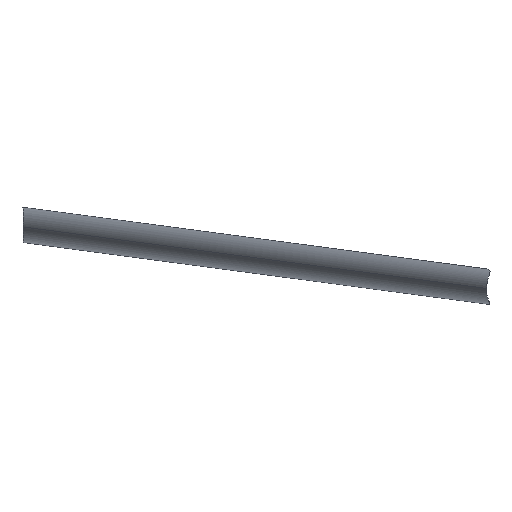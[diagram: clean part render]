
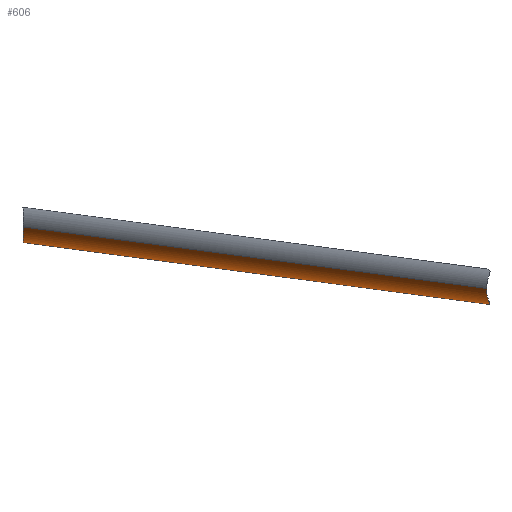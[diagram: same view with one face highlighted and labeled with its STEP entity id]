
A CAD part, left-side view. The second image highlights one B-rep face of the part: STEP entity #606.
In plain terms, the highlighted cylindrical face has radius 10 mm (diameter 20 mm), a partial arc.
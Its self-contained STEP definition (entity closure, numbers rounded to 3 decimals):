
#98=CARTESIAN_POINT('Vertex',(-914.668,-11.372,-77.279)) ;
#102=CARTESIAN_POINT('Control Point',(-914.668,-11.372,-77.279)) ;
#103=CARTESIAN_POINT('Control Point',(-914.588,-11.326,-78.325)) ;
#104=CARTESIAN_POINT('Control Point',(-914.51,-11.121,-79.364)) ;
#105=CARTESIAN_POINT('Control Point',(-914.434,-10.759,-80.363)) ;
#106=CARTESIAN_POINT('Control Point',(-914.31,-9.883,-82.007)) ;
#107=CARTESIAN_POINT('Control Point',(-914.206,-8.655,-83.399)) ;
#108=CARTESIAN_POINT('Control Point',(-914.165,-8.067,-83.949)) ;
#109=CARTESIAN_POINT('Control Point',(-914.108,-7.058,-84.733)) ;
#110=CARTESIAN_POINT('Control Point',(-914.063,-5.954,-85.371)) ;
#111=CARTESIAN_POINT('Control Point',(-914.048,-5.532,-85.588)) ;
#112=CARTESIAN_POINT('Control Point',(-914.02,-4.585,-86.017)) ;
#113=CARTESIAN_POINT('Control Point',(-914.002,-3.599,-86.347)) ;
#114=CARTESIAN_POINT('Control Point',(-913.997,-3.054,-86.497)) ;
#115=CARTESIAN_POINT('Control Point',(-913.993,-2.301,-86.66)) ;
#116=CARTESIAN_POINT('Control Point',(-914.013,-1.541,-86.769)) ;
#117=CARTESIAN_POINT('Control Point',(-914.021,-1.345,-86.794)) ;
#118=CARTESIAN_POINT('Control Point',(-914.039,-1.001,-86.831)) ;
#119=CARTESIAN_POINT('Control Point',(-914.085,-0.659,-86.858)) ;
#120=CARTESIAN_POINT('Control Point',(-914.115,-0.49,-86.87)) ;
#121=CARTESIAN_POINT('Control Point',(-914.201,-0.253,-86.886)) ;
#122=CARTESIAN_POINT('Control Point',(-914.391,-0.098,-86.902)) ;
#123=CARTESIAN_POINT('Control Point',(-914.487,-0.057,-86.909)) ;
#124=CARTESIAN_POINT('Control Point',(-914.659,-0.003,-86.92)) ;
#125=CARTESIAN_POINT('Control Point',(-914.837,0.029,-86.93)) ;
#126=CARTESIAN_POINT('Control Point',(-914.919,0.04,-86.935)) ;
#127=CARTESIAN_POINT('Control Point',(-915.299,0.085,-86.954)) ;
#128=CARTESIAN_POINT('Control Point',(-915.683,0.099,-86.969)) ;
#129=CARTESIAN_POINT('Control Point',(-915.983,0.111,-86.978)) ;
#130=CARTESIAN_POINT('Control Point',(-916.554,0.125,-86.989)) ;
#131=CARTESIAN_POINT('Control Point',(-917.125,0.133,-86.989)) ;
#132=CARTESIAN_POINT('Control Point',(-917.395,0.136,-86.987)) ;
#133=CARTESIAN_POINT('Control Point',(-918.677,0.149,-86.966)) ;
#134=CARTESIAN_POINT('Control Point',(-919.958,0.153,-86.891)) ;
#135=CARTESIAN_POINT('Control Point',(-920.967,0.157,-86.797)) ;
#136=CARTESIAN_POINT('Control Point',(-923.313,0.162,-86.49)) ;
#137=CARTESIAN_POINT('Control Point',(-925.621,0.165,-85.963)) ;
#138=CARTESIAN_POINT('Control Point',(-926.913,0.166,-85.583)) ;
#139=CARTESIAN_POINT('Control Point',(-929.108,0.168,-84.762)) ;
#140=CARTESIAN_POINT('Control Point',(-931.124,0.17,-83.579)) ;
#141=CARTESIAN_POINT('Control Point',(-931.931,0.17,-83.006)) ;
#142=CARTESIAN_POINT('Control Point',(-933.246,0.172,-81.82)) ;
#143=CARTESIAN_POINT('Control Point',(-934.166,0.173,-80.317)) ;
#144=CARTESIAN_POINT('Control Point',(-934.467,0.173,-79.59)) ;
#145=CARTESIAN_POINT('Control Point',(-934.614,0.174,-78.822)) ;
#146=CARTESIAN_POINT('Control Point',(-934.615,0.174,-78.053)) ;
#147=CARTESIAN_POINT('Vertex',(-934.615,0.174,-78.053)) ;
#221=CARTESIAN_POINT('Control Point',(-934.615,0.174,-78.053)) ;
#222=CARTESIAN_POINT('Control Point',(-934.615,0.174,-78.049)) ;
#223=CARTESIAN_POINT('Control Point',(-934.615,0.174,-78.045)) ;
#224=CARTESIAN_POINT('Control Point',(-934.615,0.174,-78.042)) ;
#225=CARTESIAN_POINT('Vertex',(-934.615,0.174,-78.042)) ;
#464=CARTESIAN_POINT('Line Origine',(-1150.696,-148.388,-95.442)) ;
#468=CARTESIAN_POINT('Vertex',(-1333.978,-254.783,-109.545)) ;
#471=CARTESIAN_POINT('Line Origine',(-1160.737,-131.091,-95.442)) ;
#475=CARTESIAN_POINT('Vertex',(-1391.054,-264.791,-113.165)) ;
#541=CARTESIAN_POINT('Axis2P3D Location',(-1155.717,-139.739,-95.442)) ;
#547=CARTESIAN_POINT('Control Point',(-1391.043,-264.787,-113.376)) ;
#548=CARTESIAN_POINT('Control Point',(-1390.997,-264.779,-114.139)) ;
#549=CARTESIAN_POINT('Control Point',(-1390.873,-264.81,-114.899)) ;
#550=CARTESIAN_POINT('Control Point',(-1390.673,-264.882,-115.641)) ;
#551=CARTESIAN_POINT('Control Point',(-1390.099,-265.101,-117.114)) ;
#552=CARTESIAN_POINT('Control Point',(-1389.217,-265.429,-118.404)) ;
#553=CARTESIAN_POINT('Control Point',(-1388.682,-265.615,-119.008)) ;
#554=CARTESIAN_POINT('Control Point',(-1387.675,-265.925,-119.895)) ;
#555=CARTESIAN_POINT('Control Point',(-1386.518,-266.199,-120.582)) ;
#556=CARTESIAN_POINT('Control Point',(-1386.035,-266.3,-120.826)) ;
#557=CARTESIAN_POINT('Control Point',(-1384.676,-266.541,-121.409)) ;
#558=CARTESIAN_POINT('Control Point',(-1383.231,-266.69,-121.793)) ;
#559=CARTESIAN_POINT('Control Point',(-1382.298,-266.743,-121.971)) ;
#560=CARTESIAN_POINT('Control Point',(-1379.492,-266.793,-122.355)) ;
#561=CARTESIAN_POINT('Control Point',(-1376.657,-266.56,-122.384)) ;
#562=CARTESIAN_POINT('Control Point',(-1374.79,-266.319,-122.324)) ;
#563=CARTESIAN_POINT('Control Point',(-1371.502,-265.783,-122.11)) ;
#564=CARTESIAN_POINT('Control Point',(-1368.255,-265.1,-121.752)) ;
#565=CARTESIAN_POINT('Control Point',(-1366.849,-264.782,-121.575)) ;
#566=CARTESIAN_POINT('Control Point',(-1362.798,-263.811,-121.004)) ;
#567=CARTESIAN_POINT('Control Point',(-1358.8,-262.721,-120.284)) ;
#568=CARTESIAN_POINT('Control Point',(-1356.219,-261.981,-119.759)) ;
#569=CARTESIAN_POINT('Control Point',(-1352.331,-260.823,-118.872)) ;
#570=CARTESIAN_POINT('Control Point',(-1348.498,-259.629,-117.813)) ;
#571=CARTESIAN_POINT('Control Point',(-1347.214,-259.224,-117.434)) ;
#572=CARTESIAN_POINT('Control Point',(-1344.973,-258.509,-116.726)) ;
#573=CARTESIAN_POINT('Control Point',(-1342.766,-257.79,-115.921)) ;
#574=CARTESIAN_POINT('Control Point',(-1341.83,-257.483,-115.556)) ;
#575=CARTESIAN_POINT('Control Point',(-1340.259,-256.963,-114.896)) ;
#576=CARTESIAN_POINT('Control Point',(-1338.731,-256.451,-114.141)) ;
#577=CARTESIAN_POINT('Control Point',(-1338.12,-256.245,-113.817)) ;
#578=CARTESIAN_POINT('Control Point',(-1337.121,-255.906,-113.238)) ;
#579=CARTESIAN_POINT('Control Point',(-1336.175,-255.58,-112.57)) ;
#580=CARTESIAN_POINT('Control Point',(-1335.813,-255.454,-112.289)) ;
#581=CARTESIAN_POINT('Control Point',(-1335.28,-255.269,-111.829)) ;
#582=CARTESIAN_POINT('Control Point',(-1334.808,-255.1,-111.304)) ;
#583=CARTESIAN_POINT('Control Point',(-1334.654,-255.045,-111.114)) ;
#584=CARTESIAN_POINT('Control Point',(-1334.368,-254.941,-110.712)) ;
#585=CARTESIAN_POINT('Control Point',(-1334.149,-254.858,-110.268)) ;
#586=CARTESIAN_POINT('Control Point',(-1334.061,-254.823,-110.036)) ;
#587=CARTESIAN_POINT('Control Point',(-1334.002,-254.798,-109.793)) ;
#588=CARTESIAN_POINT('Control Point',(-1333.978,-254.783,-109.545)) ;
#589=CARTESIAN_POINT('Vertex',(-1391.043,-264.787,-113.376)) ;
#593=CARTESIAN_POINT('Control Point',(-1391.054,-264.791,-113.165)) ;
#594=CARTESIAN_POINT('Control Point',(-1391.051,-264.789,-113.235)) ;
#595=CARTESIAN_POINT('Control Point',(-1391.048,-264.788,-113.306)) ;
#596=CARTESIAN_POINT('Control Point',(-1391.043,-264.787,-113.376)) ;
#465=DIRECTION('Vector Direction',(-0.863,-0.501,-0.066)) ;
#472=DIRECTION('Vector Direction',(-0.863,-0.501,-0.066)) ;
#542=DIRECTION('Axis2P3D Direction',(-0.863,-0.501,-0.066)) ;
#543=DIRECTION('Axis2P3D XDirection',(-0.502,0.865,0.)) ;
#544=AXIS2_PLACEMENT_3D('Cylinder Axis2P3D',#541,#542,#543) ;
#599=ORIENTED_EDGE('',*,*,#477,.F.) ;
#600=ORIENTED_EDGE('',*,*,#227,.F.) ;
#601=ORIENTED_EDGE('',*,*,#149,.F.) ;
#602=ORIENTED_EDGE('',*,*,#470,.T.) ;
#603=ORIENTED_EDGE('',*,*,#591,.F.) ;
#604=ORIENTED_EDGE('',*,*,#597,.F.) ;
#466=VECTOR('Line Direction',#465,1.) ;
#473=VECTOR('Line Direction',#472,1.) ;
#606=ADVANCED_FACE('Corps principal',(#605),#545,.T.) ;
#101=B_SPLINE_CURVE_WITH_KNOTS('',5,(#102,#103,#104,#105,#106,#107,#108,#109,#110,#111,#112,#113,#114,#115,#116,#117,#118,#119,#120,#121,#122,#123,#124,#125,#126,#127,#128,#129,#130,#131,#132,#133,#134,#135,#136,#137,#138,#139,#140,#141,#142,#143,#144,#145,#146),.UNSPECIFIED.,.F.,.U.,(6,3,3,3,3,3,3,3,3,3,3,3,3,3,6),(0.,7.424,13.085,16.435,20.428,21.868,22.874,23.564,24.149,26.276,28.185,35.345,44.901,51.828,57.26),.UNSPECIFIED.) ;
#220=B_SPLINE_CURVE_WITH_KNOTS('',3,(#221,#222,#223,#224),.UNSPECIFIED.,.F.,.U.,(4,4),(0.,0.016),.UNSPECIFIED.) ;
#546=B_SPLINE_CURVE_WITH_KNOTS('',5,(#547,#548,#549,#550,#551,#552,#553,#554,#555,#556,#557,#558,#559,#560,#561,#562,#563,#564,#565,#566,#567,#568,#569,#570,#571,#572,#573,#574,#575,#576,#577,#578,#579,#580,#581,#582,#583,#584,#585,#586,#587,#588),.UNSPECIFIED.,.F.,.U.,(6,3,3,3,3,3,3,3,3,3,3,3,3,6),(0.,5.41,11.211,15.092,21.784,35.092,45.373,64.819,74.728,82.185,87.313,90.683,92.442,94.2),.UNSPECIFIED.) ;
#592=B_SPLINE_CURVE_WITH_KNOTS('',3,(#593,#594,#595,#596),.UNSPECIFIED.,.F.,.U.,(4,4),(0.,0.299),.UNSPECIFIED.) ;
#545=CYLINDRICAL_SURFACE('generated cylinder',#544,10.) ;
#149=EDGE_CURVE('',#99,#148,#101,.T.) ;
#227=EDGE_CURVE('',#148,#226,#220,.T.) ;
#470=EDGE_CURVE('',#99,#469,#467,.T.) ;
#477=EDGE_CURVE('',#226,#476,#474,.T.) ;
#591=EDGE_CURVE('',#590,#469,#546,.T.) ;
#597=EDGE_CURVE('',#476,#590,#592,.T.) ;
#598=EDGE_LOOP('',(#599,#600,#601,#602,#603,#604)) ;
#605=FACE_OUTER_BOUND('',#598,.T.) ;
#467=LINE('Line',#464,#466) ;
#474=LINE('Line',#471,#473) ;
#99=VERTEX_POINT('',#98) ;
#148=VERTEX_POINT('',#147) ;
#226=VERTEX_POINT('',#225) ;
#469=VERTEX_POINT('',#468) ;
#476=VERTEX_POINT('',#475) ;
#590=VERTEX_POINT('',#589) ;
